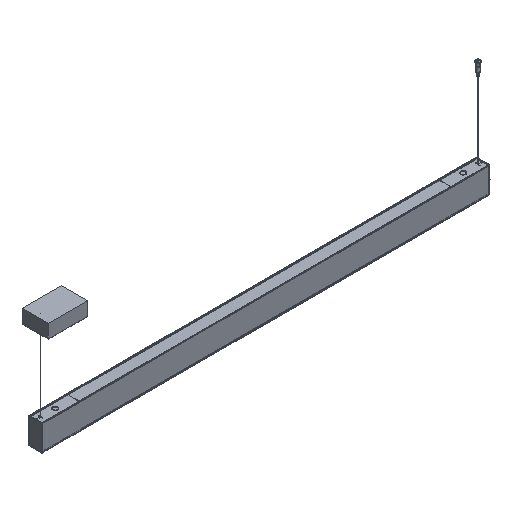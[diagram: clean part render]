
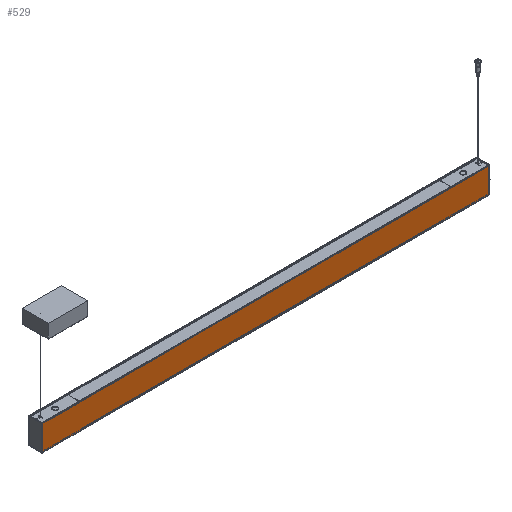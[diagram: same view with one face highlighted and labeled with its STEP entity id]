
A CAD part, isometric view. The second image highlights one B-rep face of the part: STEP entity #529.
In plain terms, the highlighted planar face has unit normal (0, -1, 0).
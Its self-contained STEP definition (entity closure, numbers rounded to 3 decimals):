
#529=ADVANCED_FACE('',(#809),#4385,.T.);
#809=FACE_OUTER_BOUND('',#1089,.T.);
#1089=EDGE_LOOP('',(#1519,#1520,#1521,#1522));
#1519=ORIENTED_EDGE('',*,*,#2844,.T.);
#1520=ORIENTED_EDGE('',*,*,#2846,.F.);
#1521=ORIENTED_EDGE('',*,*,#2848,.T.);
#1522=ORIENTED_EDGE('',*,*,#2847,.T.);
#2844=EDGE_CURVE('',#3961,#3960,#3531,.T.);
#2846=EDGE_CURVE('',#3962,#3960,#3532,.T.);
#2847=EDGE_CURVE('',#3963,#3961,#3533,.T.);
#2848=EDGE_CURVE('',#3962,#3963,#3534,.T.);
#3531=B_SPLINE_CURVE_WITH_KNOTS('',1,(#5368,#5369),.UNSPECIFIED.,.F.,.F.,
(2,2),(-1184.,0.),.UNSPECIFIED.);
#3532=B_SPLINE_CURVE_WITH_KNOTS('',1,(#5373,#5374),.UNSPECIFIED.,.F.,.F.,
(2,2),(0.,84.6),.UNSPECIFIED.);
#3533=B_SPLINE_CURVE_WITH_KNOTS('',1,(#5375,#5376),.UNSPECIFIED.,.F.,.F.,
(2,2),(0.,84.6),.UNSPECIFIED.);
#3534=B_SPLINE_CURVE_WITH_KNOTS('',1,(#5377,#5378),.UNSPECIFIED.,.F.,.F.,
(2,2),(0.,1184.),.UNSPECIFIED.);
#3960=VERTEX_POINT('',#5345);
#3961=VERTEX_POINT('',#5346);
#3962=VERTEX_POINT('',#5347);
#3963=VERTEX_POINT('',#5348);
#4385=PLANE('',#4601);
#4601=AXIS2_PLACEMENT_3D('',#5319,#4734,$);
#4734=DIRECTION('',(0.,-1.,0.));
#5319=CARTESIAN_POINT('',(-1038.5,-272.641,-51.96));
#5345=CARTESIAN_POINT('',(590.998,-272.641,-42.3));
#5346=CARTESIAN_POINT('',(-889.,-272.641,-42.3));
#5347=CARTESIAN_POINT('',(590.998,-272.641,42.3));
#5348=CARTESIAN_POINT('',(-889.,-272.641,42.3));
#5368=CARTESIAN_POINT('',(-889.,-272.641,-42.3));
#5369=CARTESIAN_POINT('',(590.998,-272.641,-42.3));
#5373=CARTESIAN_POINT('',(590.998,-272.641,42.3));
#5374=CARTESIAN_POINT('',(590.998,-272.641,-42.3));
#5375=CARTESIAN_POINT('',(-889.,-272.641,42.3));
#5376=CARTESIAN_POINT('',(-889.,-272.641,-42.3));
#5377=CARTESIAN_POINT('',(590.998,-272.641,42.3));
#5378=CARTESIAN_POINT('',(-889.,-272.641,42.3));
